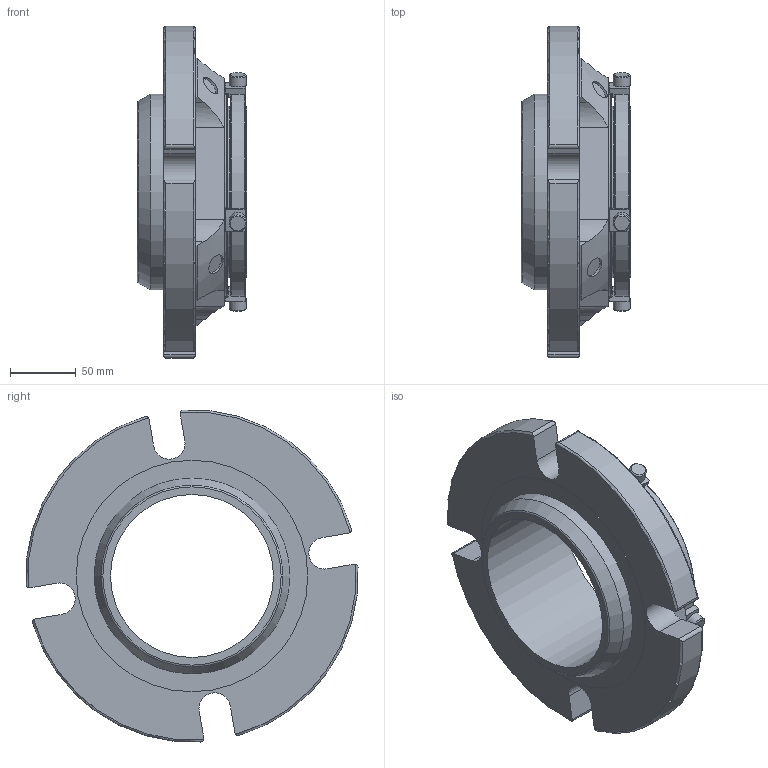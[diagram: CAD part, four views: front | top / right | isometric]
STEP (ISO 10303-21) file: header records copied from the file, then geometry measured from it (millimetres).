
FILE_DESCRIPTION(/* description */ ('Unknown'),/* implementation_level */ '2;1');
FILE_NAME(/* name */ '4.875 SMSS SEAL ARRANGEMENT',/* time_stamp */ '2023-05-10T16:10:28+01:00',/* author */ ('Unknown'),/* organization */ ('Unknown'),/* preprocessor_version */ 'ST-DEVELOPER v18.102',/* originating_system */ 'Solid Edge',/* authorisation */ 'Unknown');
FILE_SCHEMA (('AUTOMOTIVE_DESIGN {1 0 10303 214 3 1 1}'));
Length unit declared in the file: millimetre
Products named in the file (1): 4.875
Bounding box: 83.46 x 252.39 x 252.39 mm (x, y, z)
Surface area: 172086.9 mm2 (no closed solid volume)
Topology: 0 solids, 1 shells, 208 faces, 609 edges, 405 vertices
Faces by surface type: plane 76, cylinder 72, torus 41, cone 19
Full cylindrical faces by diameter (mm): 13 x4, 15.5 x4, 123.825 x1, 128.575 x1, 130.15 x2, 131.013 x1, 145.542 x1, 148.844 x1, 158.75 x1, 160.274 x1, 176 x1
Entity records: 6981 total; most frequent: CARTESIAN_POINT 1741, ORIENTED_EDGE 1114, DIRECTION 1025, EDGE_CURVE 557, AXIS2_PLACEMENT_3D 412, VERTEX_POINT 386, EDGE_LOOP 269, FACE_BOUND 269
